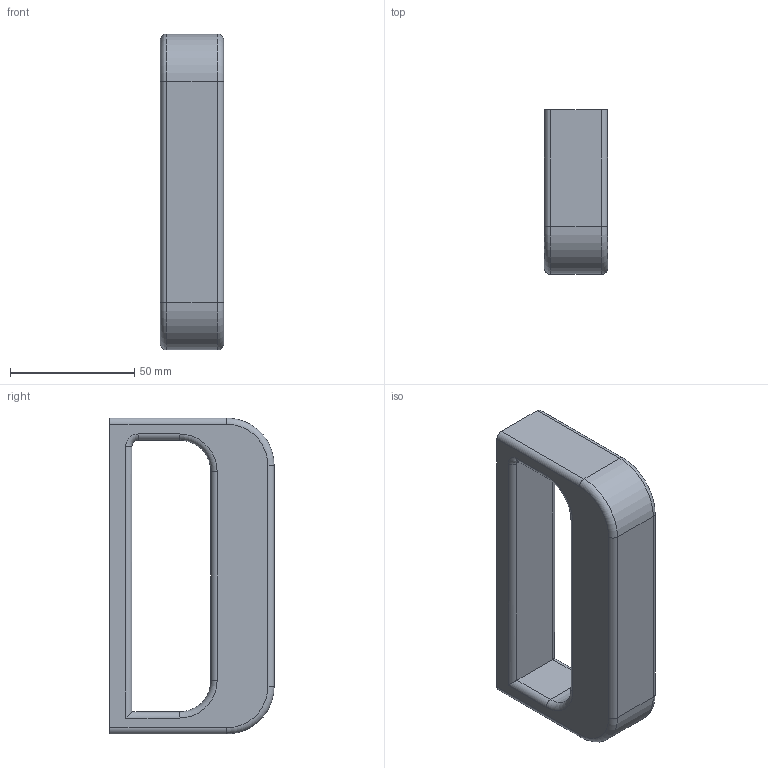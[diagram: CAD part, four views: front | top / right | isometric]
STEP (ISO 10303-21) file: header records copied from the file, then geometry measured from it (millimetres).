
FILE_DESCRIPTION(/* description */ (''),/* implementation_level */ '2;1');
FILE_NAME(/* name */ 'handle.step',/* time_stamp */ '2024-07-19T09:55:47-07:00',/* author */ (''),/* organization */ (''),/* preprocessor_version */ 'ST-DEVELOPER v20',/* originating_system */ 'Autodesk Translation Framework v13.14.0.145',/* authorisation */ '');
FILE_SCHEMA (('AUTOMOTIVE_DESIGN { 1 0 10303 214 3 1 1 }'));
Length unit declared in the file: inch
Products named in the file (1): Handle
Bounding box: 25.4 x 66.04 x 127 mm (x, y, z)
Volume: 121406.8 mm3; surface area: 24814 mm2
Topology: 1 solids, 1 shells, 39 faces, 89 edges, 52 vertices
Faces by surface type: cylinder 19, torus 10, plane 10
Entity records: 1139 total; most frequent: DIRECTION 215, CARTESIAN_POINT 181, ORIENTED_EDGE 178, EDGE_CURVE 89, AXIS2_PLACEMENT_3D 86, VERTEX_POINT 52, CIRCLE 44, LINE 43
